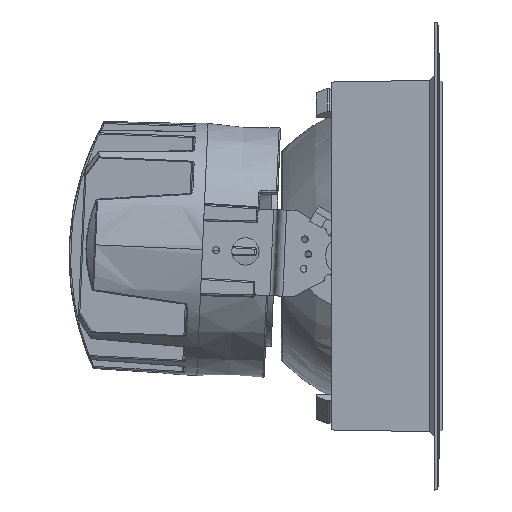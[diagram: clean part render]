
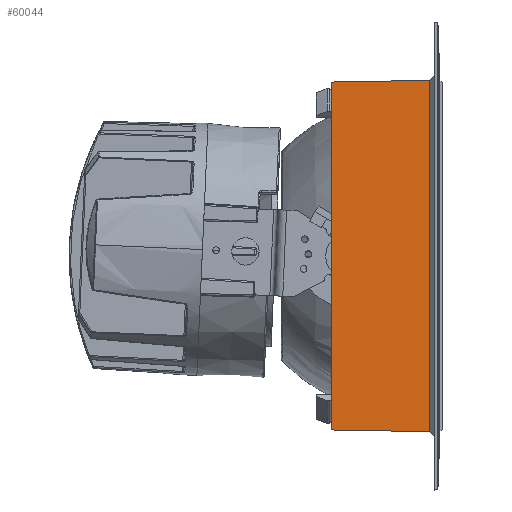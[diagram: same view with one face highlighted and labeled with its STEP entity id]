
A CAD part, left-side view. The second image highlights one B-rep face of the part: STEP entity #60044.
In plain terms, the highlighted planar face has unit normal (-1, 0.018, 0).
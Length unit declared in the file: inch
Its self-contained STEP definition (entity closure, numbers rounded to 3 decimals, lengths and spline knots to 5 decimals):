
#33936 = AXIS2_PLACEMENT_3D ( 'NONE', #34898, #34903, #34904 ) ;
#34897 = PLANE ( 'NONE',  #33936 ) ;
#34898 = CARTESIAN_POINT ( 'NONE',  ( -2.54622, 1.53545, 33.90945 ) ) ;
#34903 = DIRECTION ( 'NONE',  ( -1., 0.017, 0. ) ) ;
#34904 = DIRECTION ( 'NONE',  ( 0.017, 1., 0. ) ) ;
#38601 = CARTESIAN_POINT ( 'NONE',  ( -2.54622, 1.53545, 33.90945 ) ) ;
#38607 = DIRECTION ( 'NONE',  ( 0., 0., -1. ) ) ;
#43009 = FACE_OUTER_BOUND ( 'NONE', #79243, .T. ) ;
#46079 = CARTESIAN_POINT ( 'NONE',  ( -2.54622, 1.53545, -2.54622 ) ) ;
#46083 = CARTESIAN_POINT ( 'NONE',  ( -2.57135, 0.09555, 2.57135 ) ) ;
#46084 = DIRECTION ( 'NONE',  ( -0.017, -1., -0.017 ) ) ;
#46092 = DIRECTION ( 'NONE',  ( 0.017, 1., -0.017 ) ) ;
#46093 = CARTESIAN_POINT ( 'NONE',  ( -2.57135, 0.09555, 33.90945 ) ) ;
#46094 = DIRECTION ( 'NONE',  ( 0., 0., -1. ) ) ;
#60044 = ADVANCED_FACE ( 'NONE', ( #43009 ), #34897, .T. ) ;
#63232 = LINE ( 'NONE', #38601, #63234 ) ;
#63234 = VECTOR ( 'NONE', #38607, 39.37008 ) ;
#63278 = LINE ( 'NONE', #46079, #63286 ) ;
#63286 = VECTOR ( 'NONE', #46084, 39.37008 ) ;
#63289 = LINE ( 'NONE', #46083, #63296 ) ;
#63295 = LINE ( 'NONE', #46093, #63298 ) ;
#63296 = VECTOR ( 'NONE', #46092, 39.37008 ) ;
#63298 = VECTOR ( 'NONE', #46094, 39.37008 ) ;
#67937 = CARTESIAN_POINT ( 'NONE',  ( -2.54622, 1.53545, 2.54622 ) ) ;
#67939 = CARTESIAN_POINT ( 'NONE',  ( -2.57135, 0.09555, -2.57135 ) ) ;
#67940 = CARTESIAN_POINT ( 'NONE',  ( -2.54622, 1.53545, -2.54622 ) ) ;
#67951 = CARTESIAN_POINT ( 'NONE',  ( -2.57135, 0.09555, 2.57135 ) ) ;
#69863 = ORIENTED_EDGE ( 'NONE', *, *, #72320, .F. ) ;
#69864 = ORIENTED_EDGE ( 'NONE', *, *, #72319, .T. ) ;
#69865 = ORIENTED_EDGE ( 'NONE', *, *, #72205, .T. ) ;
#69866 = ORIENTED_EDGE ( 'NONE', *, *, #72314, .T. ) ;
#72205 = EDGE_CURVE ( 'NONE', #82494, #82497, #63232, .T. ) ;
#72314 = EDGE_CURVE ( 'NONE', #82497, #82496, #63278, .T. ) ;
#72319 = EDGE_CURVE ( 'NONE', #82508, #82494, #63289, .T. ) ;
#72320 = EDGE_CURVE ( 'NONE', #82508, #82496, #63295, .T. ) ;
#79243 = EDGE_LOOP ( 'NONE', ( #69863, #69864, #69865, #69866 ) ) ;
#82494 = VERTEX_POINT ( 'NONE', #67937 ) ;
#82496 = VERTEX_POINT ( 'NONE', #67939 ) ;
#82497 = VERTEX_POINT ( 'NONE', #67940 ) ;
#82508 = VERTEX_POINT ( 'NONE', #67951 ) ;
